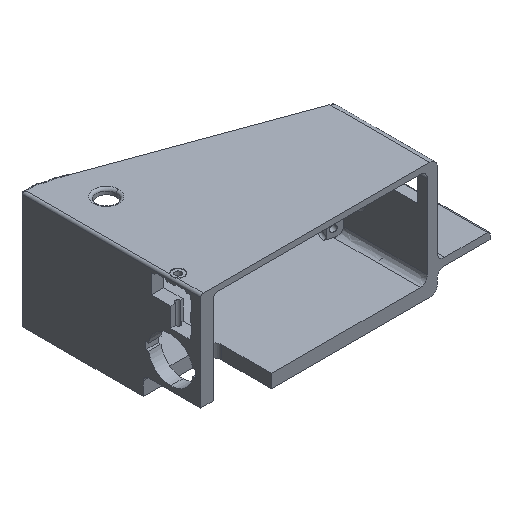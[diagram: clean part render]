
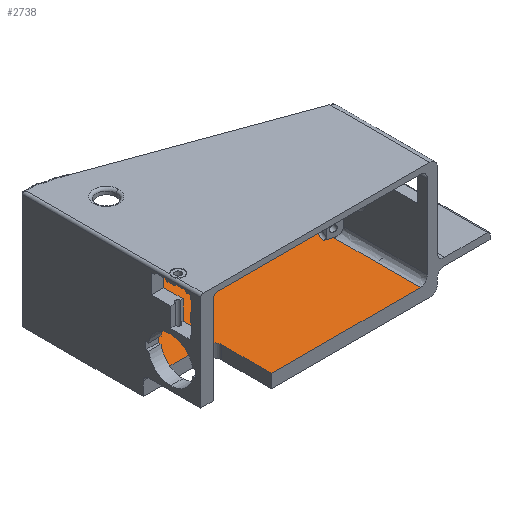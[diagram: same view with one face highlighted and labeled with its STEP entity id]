
A CAD part, isometric view. The second image highlights one B-rep face of the part: STEP entity #2738.
In plain terms, the highlighted planar face has unit normal (0, 0, 1).
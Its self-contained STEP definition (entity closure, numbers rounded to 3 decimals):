
#204 = CARTESIAN_POINT ( 'NONE',  ( 16.318, 64.402, 5.35 ) ) ;
#215 = CIRCLE ( 'NONE', #8140, 3. ) ;
#225 = CIRCLE ( 'NONE', #919, 4. ) ;
#426 = EDGE_CURVE ( 'NONE', #816, #10398, #1784, .T. ) ;
#816 = VERTEX_POINT ( 'NONE', #1539 ) ;
#861 = DIRECTION ( 'NONE',  ( -0.94, 0.342, 0. ) ) ;
#919 = AXIS2_PLACEMENT_3D ( 'NONE', #11954, #11685, #968 ) ;
#968 = DIRECTION ( 'NONE',  ( -1., 0., 0. ) ) ;
#1124 = VECTOR ( 'NONE', #7004, 1000. ) ;
#1362 = ORIENTED_EDGE ( 'NONE', *, *, #4045, .T. ) ;
#1452 = ORIENTED_EDGE ( 'NONE', *, *, #8351, .F. ) ;
#1478 = EDGE_LOOP ( 'NONE', ( #2238, #1511, #5197, #5903, #9541, #10102, #12653, #1362, #6507, #14034, #7941, #7311, #1452, #3388, #8230 ) ) ;
#1511 = ORIENTED_EDGE ( 'NONE', *, *, #426, .T. ) ;
#1539 = CARTESIAN_POINT ( 'NONE',  ( 2., 34.713, 5.35 ) ) ;
#1717 = DIRECTION ( 'NONE',  ( 0., -1., 0. ) ) ;
#1784 = LINE ( 'NONE', #11443, #3386 ) ;
#1845 = VERTEX_POINT ( 'NONE', #10365 ) ;
#1851 = CARTESIAN_POINT ( 'NONE',  ( 23.5, 18.5, 5.35 ) ) ;
#2238 = ORIENTED_EDGE ( 'NONE', *, *, #10156, .F. ) ;
#2366 = DIRECTION ( 'NONE',  ( 0.342, 0.94, 0. ) ) ;
#2447 = CARTESIAN_POINT ( 'NONE',  ( 20.418, 56.099, 5.35 ) ) ;
#2520 = VERTEX_POINT ( 'NONE', #12260 ) ;
#2555 = CARTESIAN_POINT ( 'NONE',  ( 82.473, 40.324, 5.35 ) ) ;
#2696 = DIRECTION ( 'NONE',  ( -1., 0., 0. ) ) ;
#2712 = LINE ( 'NONE', #5959, #10289 ) ;
#2738 = ADVANCED_FACE ( 'NONE', ( #6268 ), #13021, .F. ) ;
#2799 = VERTEX_POINT ( 'NONE', #3181 ) ;
#2855 = VECTOR ( 'NONE', #11883, 1000. ) ;
#2895 = VERTEX_POINT ( 'NONE', #8887 ) ;
#2928 = DIRECTION ( 'NONE',  ( -1., 0., 0. ) ) ;
#2978 = DIRECTION ( 'NONE',  ( 0., 1., 0. ) ) ;
#3048 = EDGE_CURVE ( 'NONE', #13092, #2799, #215, .T. ) ;
#3181 = CARTESIAN_POINT ( 'NONE',  ( 20.5, 21.5, 5.35 ) ) ;
#3323 = CARTESIAN_POINT ( 'NONE',  ( 0., 0., 5.35 ) ) ;
#3386 = VECTOR ( 'NONE', #1717, 1000. ) ;
#3388 = ORIENTED_EDGE ( 'NONE', *, *, #8688, .T. ) ;
#3523 = VECTOR ( 'NONE', #2978, 1000. ) ;
#3541 = CARTESIAN_POINT ( 'NONE',  ( 21.834, 59.989, 5.35 ) ) ;
#3747 = VERTEX_POINT ( 'NONE', #4088 ) ;
#3893 = LINE ( 'NONE', #8271, #3523 ) ;
#4045 = EDGE_CURVE ( 'NONE', #3747, #7825, #7810, .T. ) ;
#4088 = CARTESIAN_POINT ( 'NONE',  ( 83.384, 33.181, 5.35 ) ) ;
#4143 = EDGE_CURVE ( 'NONE', #7825, #13215, #8319, .T. ) ;
#4372 = DIRECTION ( 'NONE',  ( 0.94, -0.342, 0. ) ) ;
#4571 = LINE ( 'NONE', #10036, #11983 ) ;
#4737 = EDGE_CURVE ( 'NONE', #11721, #1845, #8064, .T. ) ;
#4820 = LINE ( 'NONE', #9147, #1124 ) ;
#5160 = VECTOR ( 'NONE', #6755, 1000. ) ;
#5197 = ORIENTED_EDGE ( 'NONE', *, *, #6357, .F. ) ;
#5311 = CARTESIAN_POINT ( 'NONE',  ( 2., 21.5, 5.35 ) ) ;
#5342 = DIRECTION ( 'NONE',  ( 0., 0., -1. ) ) ;
#5354 = EDGE_CURVE ( 'NONE', #13215, #10906, #2712, .T. ) ;
#5626 = DIRECTION ( 'NONE',  ( 0., -1., 0. ) ) ;
#5832 = LINE ( 'NONE', #13736, #7114 ) ;
#5903 = ORIENTED_EDGE ( 'NONE', *, *, #3048, .F. ) ;
#5959 = CARTESIAN_POINT ( 'NONE',  ( 22.607, 62.113, 5.35 ) ) ;
#6268 = FACE_OUTER_BOUND ( 'NONE', #1478, .T. ) ;
#6357 = EDGE_CURVE ( 'NONE', #2799, #10398, #7587, .T. ) ;
#6507 = ORIENTED_EDGE ( 'NONE', *, *, #4143, .T. ) ;
#6525 = VERTEX_POINT ( 'NONE', #7015 ) ;
#6746 = EDGE_CURVE ( 'NONE', #11721, #3747, #3893, .T. ) ;
#6755 = DIRECTION ( 'NONE',  ( -0.94, 0.342, 0. ) ) ;
#6987 = CARTESIAN_POINT ( 'NONE',  ( 7.188, 48.967, 5.35 ) ) ;
#7004 = DIRECTION ( 'NONE',  ( 0.342, 0.94, 0. ) ) ;
#7015 = CARTESIAN_POINT ( 'NONE',  ( 12.444, 63.407, 5.35 ) ) ;
#7078 = EDGE_CURVE ( 'NONE', #2520, #10906, #5832, .T. ) ;
#7114 = VECTOR ( 'NONE', #11309, 1000. ) ;
#7242 = DIRECTION ( 'NONE',  ( 0.342, 0.94, 0. ) ) ;
#7255 = VECTOR ( 'NONE', #4372, 1000. ) ;
#7311 = ORIENTED_EDGE ( 'NONE', *, *, #9797, .F. ) ;
#7423 = DIRECTION ( 'NONE',  ( 0., 0., 1. ) ) ;
#7502 = AXIS2_PLACEMENT_3D ( 'NONE', #11636, #10629, #9873 ) ;
#7547 = LINE ( 'NONE', #3541, #7255 ) ;
#7587 = LINE ( 'NONE', #8797, #2855 ) ;
#7652 = EDGE_CURVE ( 'NONE', #13092, #1845, #4571, .T. ) ;
#7732 = CIRCLE ( 'NONE', #7502, 4. ) ;
#7793 = CARTESIAN_POINT ( 'NONE',  ( -9.39, 3.418, 5.35 ) ) ;
#7810 = LINE ( 'NONE', #2447, #5160 ) ;
#7825 = VERTEX_POINT ( 'NONE', #9180 ) ;
#7941 = ORIENTED_EDGE ( 'NONE', *, *, #7078, .F. ) ;
#8019 = CARTESIAN_POINT ( 'NONE',  ( 83.384, -1.6, 5.35 ) ) ;
#8064 = LINE ( 'NONE', #12422, #13911 ) ;
#8140 = AXIS2_PLACEMENT_3D ( 'NONE', #13839, #7423, #2928 ) ;
#8189 = LINE ( 'NONE', #7793, #11789 ) ;
#8230 = ORIENTED_EDGE ( 'NONE', *, *, #12478, .T. ) ;
#8271 = CARTESIAN_POINT ( 'NONE',  ( 83.384, -18.819, 5.35 ) ) ;
#8319 = LINE ( 'NONE', #12667, #11970 ) ;
#8351 = EDGE_CURVE ( 'NONE', #13568, #6525, #4820, .T. ) ;
#8495 = CARTESIAN_POINT ( 'NONE',  ( 9.585, 55.552, 5.35 ) ) ;
#8688 = EDGE_CURVE ( 'NONE', #13568, #2895, #225, .T. ) ;
#8797 = CARTESIAN_POINT ( 'NONE',  ( 0., 21.5, 5.35 ) ) ;
#8887 = CARTESIAN_POINT ( 'NONE',  ( 14.2, 51.6, 5.35 ) ) ;
#9147 = CARTESIAN_POINT ( 'NONE',  ( -9.39, 3.418, 5.35 ) ) ;
#9180 = CARTESIAN_POINT ( 'NONE',  ( 80.284, 34.31, 5.35 ) ) ;
#9535 = DIRECTION ( 'NONE',  ( -1., 0., 0. ) ) ;
#9541 = ORIENTED_EDGE ( 'NONE', *, *, #7652, .T. ) ;
#9797 = EDGE_CURVE ( 'NONE', #6525, #2520, #7547, .T. ) ;
#9873 = DIRECTION ( 'NONE',  ( -1., 0., 0. ) ) ;
#10036 = CARTESIAN_POINT ( 'NONE',  ( 23.5, 0., 5.35 ) ) ;
#10102 = ORIENTED_EDGE ( 'NONE', *, *, #4737, .F. ) ;
#10156 = EDGE_CURVE ( 'NONE', #816, #13450, #8189, .T. ) ;
#10289 = VECTOR ( 'NONE', #861, 1000. ) ;
#10365 = CARTESIAN_POINT ( 'NONE',  ( 23.5, -1.6, 5.35 ) ) ;
#10398 = VERTEX_POINT ( 'NONE', #5311 ) ;
#10629 = DIRECTION ( 'NONE',  ( 0., 0., -1. ) ) ;
#10906 = VERTEX_POINT ( 'NONE', #204 ) ;
#11309 = DIRECTION ( 'NONE',  ( 0.342, 0.94, 0. ) ) ;
#11443 = CARTESIAN_POINT ( 'NONE',  ( 2., 21.5, 5.35 ) ) ;
#11636 = CARTESIAN_POINT ( 'NONE',  ( 10.2, 51.6, 5.35 ) ) ;
#11685 = DIRECTION ( 'NONE',  ( 0., 0., -1. ) ) ;
#11721 = VERTEX_POINT ( 'NONE', #8019 ) ;
#11789 = VECTOR ( 'NONE', #2366, 1000. ) ;
#11883 = DIRECTION ( 'NONE',  ( -1., 0., 0. ) ) ;
#11954 = CARTESIAN_POINT ( 'NONE',  ( 10.2, 51.6, 5.35 ) ) ;
#11970 = VECTOR ( 'NONE', #7242, 1000. ) ;
#11983 = VECTOR ( 'NONE', #5626, 1000. ) ;
#12260 = CARTESIAN_POINT ( 'NONE',  ( 15.545, 62.278, 5.35 ) ) ;
#12422 = CARTESIAN_POINT ( 'NONE',  ( 83.384, -1.6, 5.35 ) ) ;
#12478 = EDGE_CURVE ( 'NONE', #2895, #13450, #7732, .T. ) ;
#12653 = ORIENTED_EDGE ( 'NONE', *, *, #6746, .T. ) ;
#12667 = CARTESIAN_POINT ( 'NONE',  ( 80.284, 34.31, 5.35 ) ) ;
#13021 = PLANE ( 'NONE',  #14031 ) ;
#13092 = VERTEX_POINT ( 'NONE', #1851 ) ;
#13215 = VERTEX_POINT ( 'NONE', #2555 ) ;
#13450 = VERTEX_POINT ( 'NONE', #6987 ) ;
#13568 = VERTEX_POINT ( 'NONE', #8495 ) ;
#13736 = CARTESIAN_POINT ( 'NONE',  ( 15.545, 62.278, 5.35 ) ) ;
#13839 = CARTESIAN_POINT ( 'NONE',  ( 20.5, 18.5, 5.35 ) ) ;
#13911 = VECTOR ( 'NONE', #2696, 1000. ) ;
#14031 = AXIS2_PLACEMENT_3D ( 'NONE', #3323, #5342, #9535 ) ;
#14034 = ORIENTED_EDGE ( 'NONE', *, *, #5354, .T. ) ;
